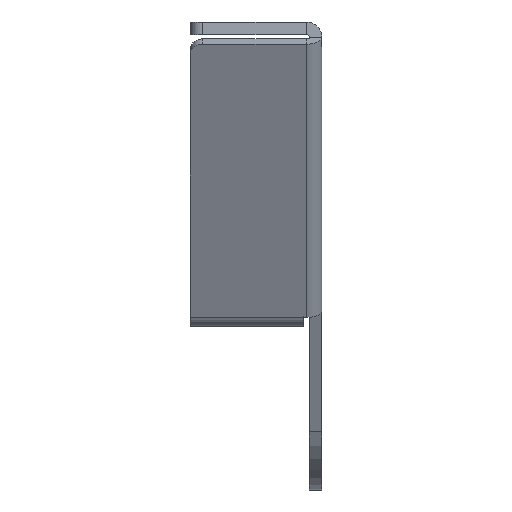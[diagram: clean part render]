
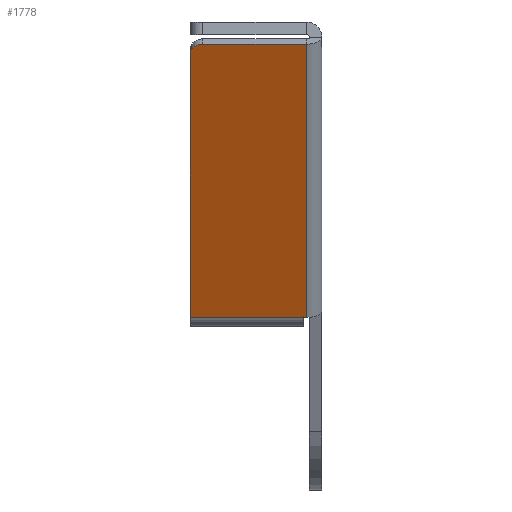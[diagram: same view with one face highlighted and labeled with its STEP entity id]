
A CAD part, left-side view. The second image highlights one B-rep face of the part: STEP entity #1778.
In plain terms, the highlighted planar face has unit normal (-0.906, 0, -0.423).
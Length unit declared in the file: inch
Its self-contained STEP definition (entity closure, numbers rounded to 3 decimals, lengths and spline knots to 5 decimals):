
#6 = DIRECTION ( 'NONE',  ( 0., 1., 0. ) ) ;
#102 = VERTEX_POINT ( 'NONE', #2536 ) ;
#103 = CARTESIAN_POINT ( 'NONE',  ( -0.14048, 1.0625, -0.06551 ) ) ;
#107 = CARTESIAN_POINT ( 'NONE',  ( -0.08765, 1.0625, -0.17879 ) ) ;
#331 = VERTEX_POINT ( 'NONE', #103 ) ;
#356 = VERTEX_POINT ( 'NONE', #2090 ) ;
#369 = VECTOR ( 'NONE', #2589, 39.37008 ) ;
#418 = EDGE_CURVE ( 'NONE', #2287, #331, #2116, .T. ) ;
#439 = ORIENTED_EDGE ( 'NONE', *, *, #752, .T. ) ;
#487 = DIRECTION ( 'NONE',  ( 0.423, 0., -0.906 ) ) ;
#520 = LINE ( 'NONE', #1169, #1764 ) ;
#545 = AXIS2_PLACEMENT_3D ( 'NONE', #107, #569, #1436 ) ;
#569 = DIRECTION ( 'NONE',  ( -0.906, 0., -0.423 ) ) ;
#752 = EDGE_CURVE ( 'NONE', #356, #860, #1457, .T. ) ;
#775 = LINE ( 'NONE', #2489, #1172 ) ;
#793 = VECTOR ( 'NONE', #2737, 39.37008 ) ;
#796 = EDGE_CURVE ( 'NONE', #2287, #1577, #520, .T. ) ;
#824 = VECTOR ( 'NONE', #6, 39.37008 ) ;
#839 = CARTESIAN_POINT ( 'NONE',  ( 1.12738, 0.03, -2.78443 ) ) ;
#855 = ORIENTED_EDGE ( 'NONE', *, *, #2327, .T. ) ;
#860 = VERTEX_POINT ( 'NONE', #2399 ) ;
#925 = DIRECTION ( 'NONE',  ( 0.423, 0., -0.906 ) ) ;
#1055 = EDGE_LOOP ( 'NONE', ( #1063, #1382, #2445, #439, #855, #2664 ) ) ;
#1063 = ORIENTED_EDGE ( 'NONE', *, *, #418, .T. ) ;
#1169 = CARTESIAN_POINT ( 'NONE',  ( 1.12738, 0.03, -2.78443 ) ) ;
#1172 = VECTOR ( 'NONE', #1419, 39.37008 ) ;
#1279 = CARTESIAN_POINT ( 'NONE',  ( 1.12738, 0., -2.78443 ) ) ;
#1352 = PLANE ( 'NONE',  #2241 ) ;
#1364 = LINE ( 'NONE', #1455, #793 ) ;
#1382 = ORIENTED_EDGE ( 'NONE', *, *, #1445, .T. ) ;
#1419 = DIRECTION ( 'NONE',  ( 0.423, 0., -0.906 ) ) ;
#1436 = DIRECTION ( 'NONE',  ( 0.423, 0., -0.906 ) ) ;
#1445 = EDGE_CURVE ( 'NONE', #331, #102, #1611, .T. ) ;
#1455 = CARTESIAN_POINT ( 'NONE',  ( 1.12738, 0., -2.78443 ) ) ;
#1457 = LINE ( 'NONE', #1279, #369 ) ;
#1505 = CARTESIAN_POINT ( 'NONE',  ( -0.14048, 0., -0.06551 ) ) ;
#1577 = VERTEX_POINT ( 'NONE', #839 ) ;
#1611 = CIRCLE ( 'NONE', #545, 0.125 ) ;
#1764 = VECTOR ( 'NONE', #925, 39.37008 ) ;
#1778 = ADVANCED_FACE ( 'NONE', ( #1790 ), #1352, .F. ) ;
#1787 = CARTESIAN_POINT ( 'NONE',  ( -0.14048, 0.03, -0.06551 ) ) ;
#1790 = FACE_OUTER_BOUND ( 'NONE', #1055, .T. ) ;
#1833 = EDGE_CURVE ( 'NONE', #102, #356, #775, .T. ) ;
#2090 = CARTESIAN_POINT ( 'NONE',  ( 1.12738, 1.1875, -2.78443 ) ) ;
#2116 = LINE ( 'NONE', #2769, #824 ) ;
#2241 = AXIS2_PLACEMENT_3D ( 'NONE', #1505, #2405, #487 ) ;
#2287 = VERTEX_POINT ( 'NONE', #1787 ) ;
#2327 = EDGE_CURVE ( 'NONE', #860, #1577, #1364, .T. ) ;
#2399 = CARTESIAN_POINT ( 'NONE',  ( 1.12738, 0.0625, -2.78443 ) ) ;
#2405 = DIRECTION ( 'NONE',  ( 0.906, 0., 0.423 ) ) ;
#2445 = ORIENTED_EDGE ( 'NONE', *, *, #1833, .T. ) ;
#2489 = CARTESIAN_POINT ( 'NONE',  ( -0.14048, 1.1875, -0.06551 ) ) ;
#2536 = CARTESIAN_POINT ( 'NONE',  ( -0.08765, 1.1875, -0.17879 ) ) ;
#2589 = DIRECTION ( 'NONE',  ( 0., -1., 0. ) ) ;
#2664 = ORIENTED_EDGE ( 'NONE', *, *, #796, .F. ) ;
#2737 = DIRECTION ( 'NONE',  ( 0., -1., 0. ) ) ;
#2769 = CARTESIAN_POINT ( 'NONE',  ( -0.14048, 0., -0.06551 ) ) ;
